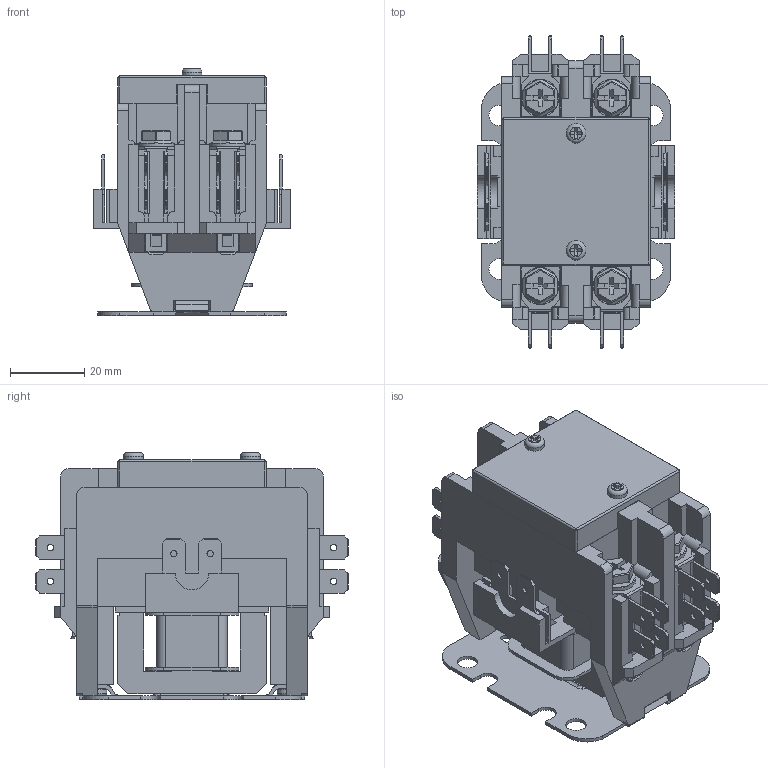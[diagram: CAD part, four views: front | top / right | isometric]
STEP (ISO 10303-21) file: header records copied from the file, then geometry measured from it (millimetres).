
FILE_DESCRIPTION(/* description */ (''),/* implementation_level */ '2;1');
FILE_NAME(/* name */ '280-D30N2XAD.stp',/* time_stamp */ '2020-04-09T20:18:26+06:00',/* author */ ('Owner'),/* organization */ (''),/* preprocessor_version */ 'ST-DEVELOPER v18',/* originating_system */ 'Autodesk Inventor 2020',/* authorisation */ '');
FILE_SCHEMA (('AUTOMOTIVE_DESIGN { 1 0 10303 214 3 1 1 }'));
Length unit declared in the file: inch
Products named in the file (1): Part1
Bounding box: 53 x 83.9 x 66.4 mm (x, y, z)
Volume: 107448.9 mm3; surface area: 46605.9 mm2
Topology: 1 solids, 5 shells, 1703 faces, 4699 edges, 2981 vertices
Faces by surface type: plane 1113, cylinder 453, sphere 88, torus 25, cone 24
Full cylindrical faces by diameter (mm): 1.7 x4, 1.75 x16, 2.9 x2, 4.4 x4, 5 x2, 5.3 x4, 5.4 x4, 5.5 x4, 10 x4
Entity records: 55552 total; most frequent: CARTESIAN_POINT 9524, ORIENTED_EDGE 9350, DIRECTION 9190, EDGE_CURVE 4675, LINE 3496, VECTOR 3496, VERTEX_POINT 2981, AXIS2_PLACEMENT_3D 2847
